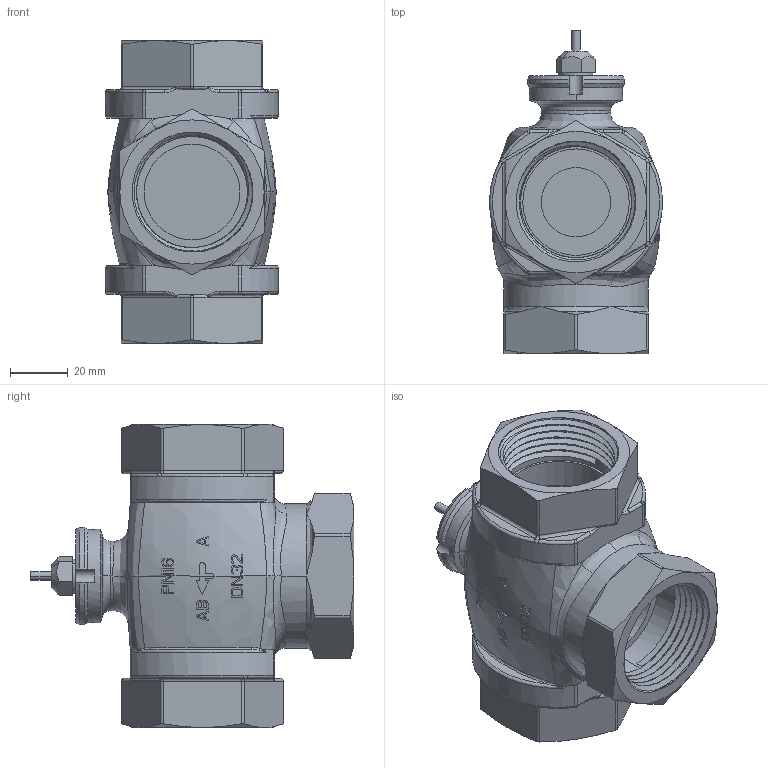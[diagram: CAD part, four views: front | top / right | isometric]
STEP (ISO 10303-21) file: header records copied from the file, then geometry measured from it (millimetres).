
FILE_DESCRIPTION((''),'2;1');
FILE_NAME('065F0032_ASM','2024-08-19T16:04:36',('U386487'),('Danfoss'),'CREO PARAMETRIC BY PTC INC, 2022124','CREO PARAMETRIC BY PTC INC, 2022124','');
FILE_SCHEMA(('CONFIG_CONTROL_DESIGN'));
Products named in the file (8): 89034360_DN32_INT_THR; D3-STUFFINGBOXHOUSE_AF0; D3-OR_AF0; D3-GREASEBOX_AF0; D3-SPRINGRINGEXTERNAL_AF0; SPINDL_FI3; 065F0201_OLD_ASM; 065F0032_ASM
Assembly tree (7 placements, depth 3):
  065F0032_ASM
    89034360_DN32_INT_THR
    065F0201_OLD_ASM
      D3-STUFFINGBOXHOUSE_AF0
      D3-OR_AF0
      D3-GREASEBOX_AF0
      D3-SPRINGRINGEXTERNAL_AF0
      SPINDL_FI3
Bounding box: 60 x 112.2 x 105 mm (x, y, z)
Volume: 214452.6 mm3; surface area: 50679.2 mm2
Topology: 6 solids, 6 shells, 1006 faces, 2654 edges, 1700 vertices
Faces by surface type: plane 613, bspline 155, cylinder 146, cone 53, torus 31, sphere 8
Entity records: 45494 total; most frequent: CARTESIAN_POINT 23644, ORIENTED_EDGE 5292, DIRECTION 3315, EDGE_CURVE 2646, VERTEX_POINT 1700, B_SPLINE_CURVE_WITH_KNOTS 1471, AXIS2_PLACEMENT_3D 1269, EDGE_LOOP 1060
